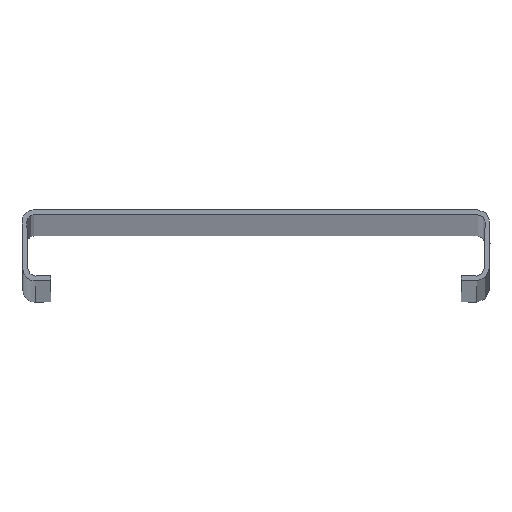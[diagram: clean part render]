
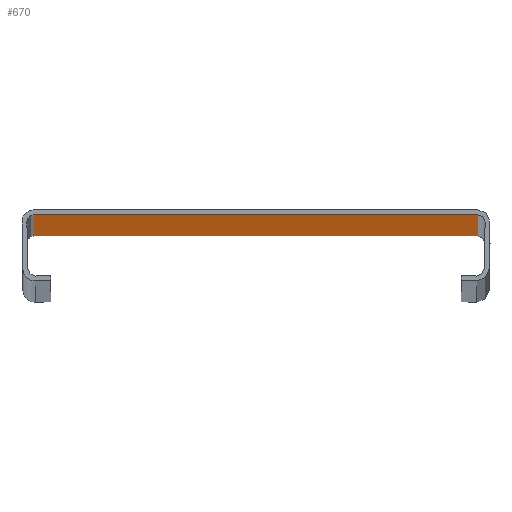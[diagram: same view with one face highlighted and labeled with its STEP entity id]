
A CAD part, top view. The second image highlights one B-rep face of the part: STEP entity #670.
In plain terms, the highlighted planar face has unit normal (0, -1, 0).
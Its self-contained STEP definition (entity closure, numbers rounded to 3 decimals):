
#1=DIRECTION('',(0.,0.,1.));
#2=VECTOR('',#1,2000.);
#3=CARTESIAN_POINT('',(-36.215,-0.8,0.));
#4=LINE('',#3,#2);
#139=DIRECTION('',(-1.,0.,0.));
#140=VECTOR('',#139,72.43);
#141=CARTESIAN_POINT('',(36.215,-0.8,0.));
#142=LINE('',#141,#140);
#253=DIRECTION('',(-1.,0.,0.));
#254=VECTOR('',#253,72.43);
#255=CARTESIAN_POINT('',(36.215,-0.8,2000.));
#256=LINE('',#255,#254);
#257=DIRECTION('',(0.,0.,-1.));
#258=VECTOR('',#257,2000.);
#259=CARTESIAN_POINT('',(36.215,-0.8,2000.));
#260=LINE('',#259,#258);
#278=CARTESIAN_POINT('',(-36.215,-0.8,2000.));
#280=VERTEX_POINT('',#278);
#281=CARTESIAN_POINT('',(-36.215,-0.8,0.));
#283=VERTEX_POINT('',#281);
#342=CARTESIAN_POINT('',(36.215,-0.8,0.));
#343=VERTEX_POINT('',#342);
#344=CARTESIAN_POINT('',(36.215,-0.8,2000.));
#345=VERTEX_POINT('',#344);
#658=CARTESIAN_POINT('',(-36.215,-0.8,2000.));
#659=DIRECTION('',(0.,1.,0.));
#660=DIRECTION('',(-1.,0.,0.));
#661=AXIS2_PLACEMENT_3D('',#658,#659,#660);
#662=PLANE('',#661);
#663=ORIENTED_EDGE('',*,*,#466,.T.);
#664=ORIENTED_EDGE('',*,*,#360,.T.);
#665=ORIENTED_EDGE('',*,*,#382,.F.);
#667=ORIENTED_EDGE('',*,*,#666,.T.);
#668=EDGE_LOOP('',(#663,#664,#665,#667));
#669=FACE_OUTER_BOUND('',#668,.F.);
#670=ADVANCED_FACE('',(#669),#662,.F.);
#360=EDGE_CURVE('',#283,#280,#4,.T.);
#382=EDGE_CURVE('',#345,#280,#256,.T.);
#466=EDGE_CURVE('',#343,#283,#142,.T.);
#666=EDGE_CURVE('',#345,#343,#260,.T.);
